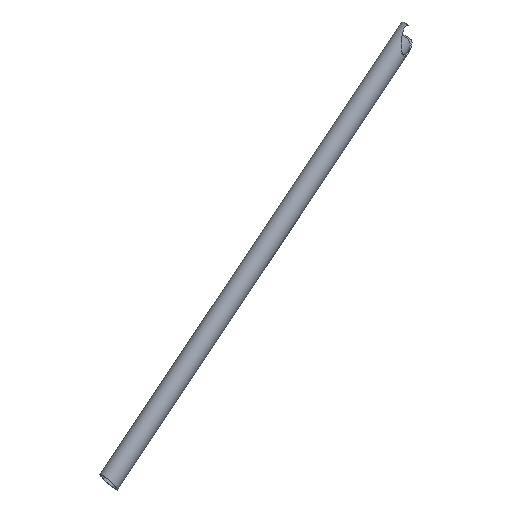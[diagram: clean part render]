
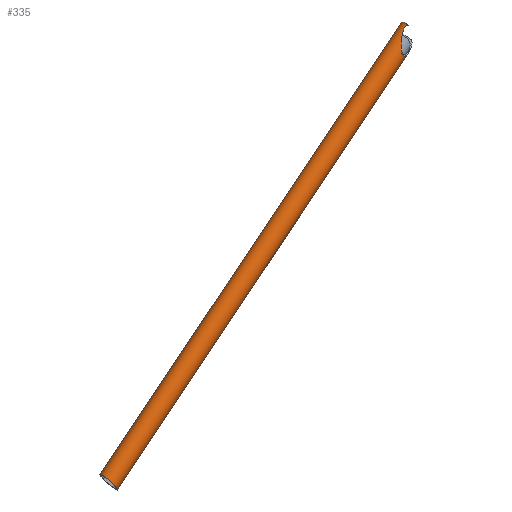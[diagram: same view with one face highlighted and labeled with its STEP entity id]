
A CAD part, front view. The second image highlights one B-rep face of the part: STEP entity #335.
In plain terms, the highlighted cylindrical face has radius 14 mm (diameter 28 mm), a partial arc.
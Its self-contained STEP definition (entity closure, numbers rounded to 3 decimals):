
#85=CARTESIAN_POINT('Vertex',(-1910.215,-162.081,459.566)) ;
#87=CARTESIAN_POINT('Vertex',(-1889.785,-157.919,440.434)) ;
#91=CARTESIAN_POINT('Control Point',(-1889.785,-157.919,440.434)) ;
#92=CARTESIAN_POINT('Control Point',(-1889.546,-159.107,440.43)) ;
#93=CARTESIAN_POINT('Control Point',(-1889.402,-160.315,440.517)) ;
#94=CARTESIAN_POINT('Control Point',(-1889.357,-161.523,440.693)) ;
#95=CARTESIAN_POINT('Control Point',(-1889.463,-163.788,441.193)) ;
#96=CARTESIAN_POINT('Control Point',(-1889.922,-165.919,441.987)) ;
#97=CARTESIAN_POINT('Control Point',(-1890.217,-166.888,442.427)) ;
#98=CARTESIAN_POINT('Control Point',(-1891.041,-168.925,443.533)) ;
#99=CARTESIAN_POINT('Control Point',(-1892.202,-170.63,444.883)) ;
#100=CARTESIAN_POINT('Control Point',(-1892.935,-171.452,445.689)) ;
#101=CARTESIAN_POINT('Control Point',(-1894.487,-172.764,447.321)) ;
#102=CARTESIAN_POINT('Control Point',(-1896.261,-173.545,449.058)) ;
#103=CARTESIAN_POINT('Control Point',(-1897.148,-173.788,449.899)) ;
#104=CARTESIAN_POINT('Control Point',(-1898.968,-174.01,451.577)) ;
#105=CARTESIAN_POINT('Control Point',(-1900.828,-173.703,453.197)) ;
#106=CARTESIAN_POINT('Control Point',(-1901.754,-173.417,453.979)) ;
#107=CARTESIAN_POINT('Control Point',(-1903.56,-172.593,455.457)) ;
#108=CARTESIAN_POINT('Control Point',(-1905.236,-171.291,456.733)) ;
#109=CARTESIAN_POINT('Control Point',(-1906.025,-170.532,457.307)) ;
#110=CARTESIAN_POINT('Control Point',(-1907.478,-168.823,458.309)) ;
#111=CARTESIAN_POINT('Control Point',(-1908.653,-166.78,459.002)) ;
#112=CARTESIAN_POINT('Control Point',(-1909.159,-165.694,459.263)) ;
#113=CARTESIAN_POINT('Control Point',(-1909.669,-164.306,459.474)) ;
#114=CARTESIAN_POINT('Control Point',(-1910.041,-162.87,459.551)) ;
#115=CARTESIAN_POINT('Control Point',(-1910.103,-162.608,459.561)) ;
#116=CARTESIAN_POINT('Control Point',(-1910.161,-162.345,459.566)) ;
#117=CARTESIAN_POINT('Control Point',(-1910.215,-162.081,459.566)) ;
#189=CARTESIAN_POINT('Line Origine',(-277295.641,-56268.546,-412680.373)) ;
#193=CARTESIAN_POINT('Vertex',(-1534.872,-85.61,972.819)) ;
#195=CARTESIAN_POINT('Vertex',(-1888.658,-157.689,442.125)) ;
#198=CARTESIAN_POINT('Line Origine',(-277295.641,-56268.546,-412680.373)) ;
#203=CARTESIAN_POINT('Line Origine',(-277318.326,-56273.168,-412664.623)) ;
#207=CARTESIAN_POINT('Vertex',(-1546.613,-88.002,1004.985)) ;
#255=CARTESIAN_POINT('Axis2P3D Location',(-1716.745,-122.664,724.891)) ;
#261=CARTESIAN_POINT('Control Point',(-1545.367,-101.809,973.43)) ;
#262=CARTESIAN_POINT('Control Point',(-1545.255,-101.671,972.515)) ;
#263=CARTESIAN_POINT('Control Point',(-1545.109,-101.483,971.612)) ;
#264=CARTESIAN_POINT('Control Point',(-1544.923,-101.234,970.724)) ;
#265=CARTESIAN_POINT('Control Point',(-1544.527,-100.689,969.295)) ;
#266=CARTESIAN_POINT('Control Point',(-1543.96,-99.882,968.064)) ;
#267=CARTESIAN_POINT('Control Point',(-1543.699,-99.508,967.61)) ;
#268=CARTESIAN_POINT('Control Point',(-1543.152,-98.716,966.884)) ;
#269=CARTESIAN_POINT('Control Point',(-1542.522,-97.79,966.426)) ;
#270=CARTESIAN_POINT('Control Point',(-1542.216,-97.339,966.279)) ;
#271=CARTESIAN_POINT('Control Point',(-1541.5,-96.276,966.084)) ;
#272=CARTESIAN_POINT('Control Point',(-1540.779,-95.193,966.181)) ;
#273=CARTESIAN_POINT('Control Point',(-1540.379,-94.587,966.313)) ;
#274=CARTESIAN_POINT('Control Point',(-1539.436,-93.151,966.772)) ;
#275=CARTESIAN_POINT('Control Point',(-1538.558,-91.787,967.508)) ;
#276=CARTESIAN_POINT('Control Point',(-1538.066,-91.013,968.004)) ;
#277=CARTESIAN_POINT('Control Point',(-1537.064,-89.411,969.164)) ;
#278=CARTESIAN_POINT('Control Point',(-1536.158,-87.901,970.501)) ;
#279=CARTESIAN_POINT('Control Point',(-1535.704,-87.121,971.245)) ;
#280=CARTESIAN_POINT('Control Point',(-1535.274,-86.358,972.02)) ;
#281=CARTESIAN_POINT('Control Point',(-1534.872,-85.61,972.819)) ;
#282=CARTESIAN_POINT('Vertex',(-1545.367,-101.809,973.43)) ;
#286=CARTESIAN_POINT('Control Point',(-1536.66,-98.398,1003.669)) ;
#287=CARTESIAN_POINT('Control Point',(-1537.473,-98.246,1003.52)) ;
#288=CARTESIAN_POINT('Control Point',(-1538.27,-98.082,1003.293)) ;
#289=CARTESIAN_POINT('Control Point',(-1539.046,-97.921,1002.969)) ;
#290=CARTESIAN_POINT('Control Point',(-1540.28,-97.766,1002.128)) ;
#291=CARTESIAN_POINT('Control Point',(-1541.216,-97.848,1000.974)) ;
#292=CARTESIAN_POINT('Control Point',(-1541.563,-97.928,1000.432)) ;
#293=CARTESIAN_POINT('Control Point',(-1542.158,-98.132,999.344)) ;
#294=CARTESIAN_POINT('Control Point',(-1542.626,-98.404,998.211)) ;
#295=CARTESIAN_POINT('Control Point',(-1542.835,-98.546,997.647)) ;
#296=CARTESIAN_POINT('Control Point',(-1543.34,-98.936,996.145)) ;
#297=CARTESIAN_POINT('Control Point',(-1543.747,-99.345,994.621)) ;
#298=CARTESIAN_POINT('Control Point',(-1543.974,-99.595,993.668)) ;
#299=CARTESIAN_POINT('Control Point',(-1544.574,-100.307,990.875)) ;
#300=CARTESIAN_POINT('Control Point',(-1545.012,-100.938,988.042)) ;
#301=CARTESIAN_POINT('Control Point',(-1545.246,-101.297,986.167)) ;
#302=CARTESIAN_POINT('Control Point',(-1545.592,-101.873,982.48)) ;
#303=CARTESIAN_POINT('Control Point',(-1545.693,-102.128,978.772)) ;
#304=CARTESIAN_POINT('Control Point',(-1545.677,-102.159,976.968)) ;
#305=CARTESIAN_POINT('Control Point',(-1545.581,-102.072,975.168)) ;
#306=CARTESIAN_POINT('Control Point',(-1545.367,-101.809,973.43)) ;
#307=CARTESIAN_POINT('Vertex',(-1536.66,-98.398,1003.669)) ;
#310=CARTESIAN_POINT('Axis2P3D Location',(-1533.49,-85.328,999.781)) ;
#314=CARTESIAN_POINT('Vertex',(-1544.117,-90.143,1007.519)) ;
#318=CARTESIAN_POINT('Control Point',(-1544.117,-90.143,1007.519)) ;
#319=CARTESIAN_POINT('Control Point',(-1544.658,-89.945,1006.899)) ;
#320=CARTESIAN_POINT('Control Point',(-1545.213,-89.591,1006.343)) ;
#321=CARTESIAN_POINT('Control Point',(-1545.728,-89.114,1005.867)) ;
#322=CARTESIAN_POINT('Control Point',(-1546.195,-88.581,1005.416)) ;
#323=CARTESIAN_POINT('Control Point',(-1546.613,-88.002,1004.985)) ;
#190=DIRECTION('Vector Direction',(-0.551,-0.112,-0.827)) ;
#199=DIRECTION('Vector Direction',(-0.551,-0.112,-0.827)) ;
#204=DIRECTION('Vector Direction',(-0.551,-0.112,-0.827)) ;
#256=DIRECTION('Axis2P3D Direction',(-0.551,-0.112,-0.827)) ;
#257=DIRECTION('Axis2P3D XDirection',(0.81,0.165,-0.563)) ;
#311=DIRECTION('Axis2P3D Direction',(-0.551,-0.112,-0.827)) ;
#258=AXIS2_PLACEMENT_3D('Cylinder Axis2P3D',#255,#256,#257) ;
#312=AXIS2_PLACEMENT_3D('Circle Axis2P3D',#310,#311,$) ;
#326=ORIENTED_EDGE('',*,*,#209,.T.) ;
#327=ORIENTED_EDGE('',*,*,#118,.F.) ;
#328=ORIENTED_EDGE('',*,*,#202,.F.) ;
#329=ORIENTED_EDGE('',*,*,#197,.F.) ;
#330=ORIENTED_EDGE('',*,*,#284,.F.) ;
#331=ORIENTED_EDGE('',*,*,#309,.F.) ;
#332=ORIENTED_EDGE('',*,*,#316,.T.) ;
#333=ORIENTED_EDGE('',*,*,#324,.T.) ;
#191=VECTOR('Line Direction',#190,1.) ;
#200=VECTOR('Line Direction',#199,1.) ;
#205=VECTOR('Line Direction',#204,1.) ;
#335=ADVANCED_FACE('Corps principal',(#334),#259,.T.) ;
#90=B_SPLINE_CURVE_WITH_KNOTS('',5,(#91,#92,#93,#94,#95,#96,#97,#98,#99,#100,#101,#102,#103,#104,#105,#106,#107,#108,#109,#110,#111,#112,#113,#114,#115,#116,#117),.UNSPECIFIED.,.F.,.U.,(6,3,3,3,3,3,3,3,6),(0.,8.571,16.325,25.883,34.624,43.357,52.028,60.628,62.53),.UNSPECIFIED.) ;
#260=B_SPLINE_CURVE_WITH_KNOTS('',5,(#261,#262,#263,#264,#265,#266,#267,#268,#269,#270,#271,#272,#273,#274,#275,#276,#277,#278,#279,#280,#281),.UNSPECIFIED.,.F.,.U.,(6,3,3,3,3,3,6),(0.,6.774,11.37,15.358,20.53,27.923,36.284),.UNSPECIFIED.) ;
#285=B_SPLINE_CURVE_WITH_KNOTS('',5,(#286,#287,#288,#289,#290,#291,#292,#293,#294,#295,#296,#297,#298,#299,#300,#301,#302,#303,#304,#305,#306),.UNSPECIFIED.,.F.,.U.,(6,3,3,3,3,3,6),(0.,5.8,10.209,14.507,21.557,35.067,47.931),.UNSPECIFIED.) ;
#317=B_SPLINE_CURVE_WITH_KNOTS('',5,(#318,#319,#320,#321,#322,#323),.UNSPECIFIED.,.F.,.U.,(6,6),(0.,5.913),.UNSPECIFIED.) ;
#313=CIRCLE('generated circle',#312,14.) ;
#259=CYLINDRICAL_SURFACE('generated cylinder',#258,14.) ;
#118=EDGE_CURVE('',#88,#86,#90,.T.) ;
#197=EDGE_CURVE('',#194,#196,#192,.T.) ;
#202=EDGE_CURVE('',#196,#88,#201,.T.) ;
#209=EDGE_CURVE('',#208,#86,#206,.T.) ;
#284=EDGE_CURVE('',#283,#194,#260,.T.) ;
#309=EDGE_CURVE('',#308,#283,#285,.T.) ;
#316=EDGE_CURVE('',#308,#315,#313,.T.) ;
#324=EDGE_CURVE('',#315,#208,#317,.T.) ;
#325=EDGE_LOOP('',(#326,#327,#328,#329,#330,#331,#332,#333)) ;
#334=FACE_OUTER_BOUND('',#325,.T.) ;
#192=LINE('Line',#189,#191) ;
#201=LINE('Line',#198,#200) ;
#206=LINE('Line',#203,#205) ;
#86=VERTEX_POINT('',#85) ;
#88=VERTEX_POINT('',#87) ;
#194=VERTEX_POINT('',#193) ;
#196=VERTEX_POINT('',#195) ;
#208=VERTEX_POINT('',#207) ;
#283=VERTEX_POINT('',#282) ;
#308=VERTEX_POINT('',#307) ;
#315=VERTEX_POINT('',#314) ;
